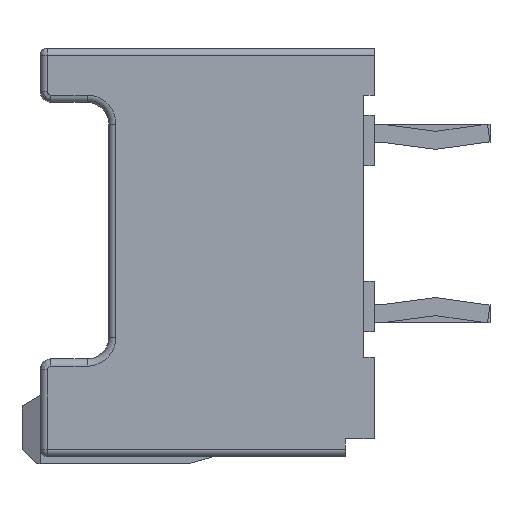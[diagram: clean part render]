
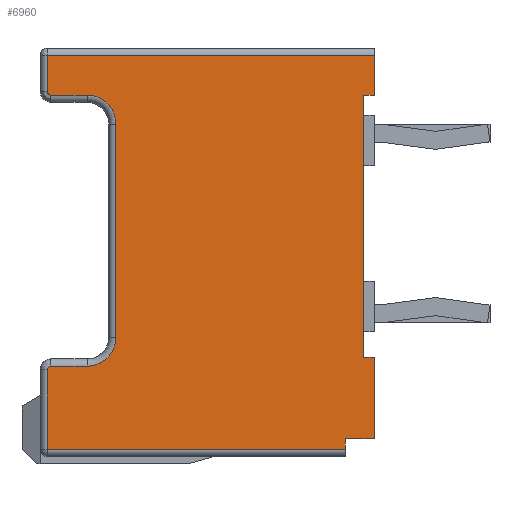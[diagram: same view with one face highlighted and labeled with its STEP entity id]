
A CAD part, left-side view. The second image highlights one B-rep face of the part: STEP entity #6960.
In plain terms, the highlighted planar face has unit normal (-1, 0, 0).
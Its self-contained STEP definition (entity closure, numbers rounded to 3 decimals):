
#1=DIRECTION('',(0.,0.,-1.));
#2=VECTOR('',#1,1.1);
#3=CARTESIAN_POINT('',(-9.7,0.,-0.2));
#4=LINE('',#3,#2);
#5=DIRECTION('',(0.,1.,0.));
#6=VECTOR('',#5,0.3);
#7=CARTESIAN_POINT('',(-9.7,0.,-1.3));
#8=LINE('',#7,#6);
#9=DIRECTION('',(0.,0.,1.));
#10=VECTOR('',#9,7.25);
#11=CARTESIAN_POINT('',(-9.7,0.3,-8.55));
#12=LINE('',#11,#10);
#13=DIRECTION('',(0.,1.,0.));
#14=VECTOR('',#13,0.3);
#15=CARTESIAN_POINT('',(-9.7,0.,-8.55));
#16=LINE('',#15,#14);
#17=DIRECTION('',(0.,0.,-1.));
#18=VECTOR('',#17,2.25);
#19=CARTESIAN_POINT('',(-9.7,0.,-8.55));
#20=LINE('',#19,#18);
#21=DIRECTION('',(0.,1.,0.));
#22=VECTOR('',#21,0.8);
#23=CARTESIAN_POINT('',(-9.7,0.,-10.8));
#24=LINE('',#23,#22);
#25=DIRECTION('',(0.,0.,-1.));
#26=VECTOR('',#25,0.3);
#27=CARTESIAN_POINT('',(-9.7,0.8,-10.8));
#28=LINE('',#27,#26);
#29=DIRECTION('',(0.,0.,-1.));
#30=VECTOR('',#29,1.);
#31=CARTESIAN_POINT('',(-9.7,9.05,-0.2));
#32=LINE('',#31,#30);
#42=CARTESIAN_POINT('',(-9.7,8.95,-1.2));
#43=DIRECTION('',(-1.,0.,0.));
#44=DIRECTION('',(0.,1.,0.));
#45=AXIS2_PLACEMENT_3D('',#42,#43,#44);
#57=DIRECTION('',(0.,-1.,0.));
#58=VECTOR('',#57,1.);
#59=CARTESIAN_POINT('',(-9.7,8.95,-1.3));
#60=LINE('',#59,#58);
#70=CARTESIAN_POINT('',(-9.7,7.95,-2.1));
#71=DIRECTION('',(1.,0.,0.));
#72=DIRECTION('',(0.,0.,1.));
#73=AXIS2_PLACEMENT_3D('',#70,#71,#72);
#85=DIRECTION('',(0.,0.,-1.));
#86=VECTOR('',#85,5.9);
#87=CARTESIAN_POINT('',(-9.7,7.15,-2.1));
#88=LINE('',#87,#86);
#98=CARTESIAN_POINT('',(-9.7,7.95,-8.));
#99=DIRECTION('',(1.,0.,0.));
#100=DIRECTION('',(0.,-1.,0.));
#101=AXIS2_PLACEMENT_3D('',#98,#99,#100);
#113=DIRECTION('',(0.,1.,0.));
#114=VECTOR('',#113,1.);
#115=CARTESIAN_POINT('',(-9.7,7.95,-8.8));
#116=LINE('',#115,#114);
#126=CARTESIAN_POINT('',(-9.7,8.95,-8.9));
#127=DIRECTION('',(-1.,0.,0.));
#128=DIRECTION('',(0.,0.,1.));
#129=AXIS2_PLACEMENT_3D('',#126,#127,#128);
#141=DIRECTION('',(0.,0.,-1.));
#142=VECTOR('',#141,2.2);
#143=CARTESIAN_POINT('',(-9.7,9.05,-8.9));
#144=LINE('',#143,#142);
#159=DIRECTION('',(0.,-1.,0.));
#160=VECTOR('',#159,8.25);
#161=CARTESIAN_POINT('',(-9.7,9.05,-11.1));
#162=LINE('',#161,#160);
#2887=DIRECTION('',(0.,1.,0.));
#2888=VECTOR('',#2887,9.05);
#2889=CARTESIAN_POINT('',(-9.7,0.,-0.2));
#2890=LINE('',#2889,#2888);
#5685=CARTESIAN_POINT('',(-9.7,0.,-8.55));
#5686=CARTESIAN_POINT('',(-9.7,0.3,-8.55));
#5687=VERTEX_POINT('',#5685);
#5688=VERTEX_POINT('',#5686);
#5689=CARTESIAN_POINT('',(-9.7,0.3,-1.3));
#5690=VERTEX_POINT('',#5689);
#5691=CARTESIAN_POINT('',(-9.7,0.,-1.3));
#5692=VERTEX_POINT('',#5691);
#5697=CARTESIAN_POINT('',(-9.7,0.,-10.8));
#5698=VERTEX_POINT('',#5697);
#6717=CARTESIAN_POINT('',(-9.7,9.05,-0.2));
#6718=CARTESIAN_POINT('',(-9.7,9.05,-1.2));
#6719=VERTEX_POINT('',#6717);
#6720=VERTEX_POINT('',#6718);
#6723=CARTESIAN_POINT('',(-9.7,8.95,-1.3));
#6724=VERTEX_POINT('',#6723);
#6727=CARTESIAN_POINT('',(-9.7,7.95,-1.3));
#6728=VERTEX_POINT('',#6727);
#6731=CARTESIAN_POINT('',(-9.7,7.15,-2.1));
#6732=VERTEX_POINT('',#6731);
#6735=CARTESIAN_POINT('',(-9.7,7.15,-8.));
#6736=VERTEX_POINT('',#6735);
#6739=CARTESIAN_POINT('',(-9.7,7.95,-8.8));
#6740=VERTEX_POINT('',#6739);
#6743=CARTESIAN_POINT('',(-9.7,8.95,-8.8));
#6744=VERTEX_POINT('',#6743);
#6747=CARTESIAN_POINT('',(-9.7,9.05,-8.9));
#6748=VERTEX_POINT('',#6747);
#6751=CARTESIAN_POINT('',(-9.7,9.05,-11.1));
#6752=VERTEX_POINT('',#6751);
#6761=CARTESIAN_POINT('',(-9.7,0.8,-11.1));
#6762=VERTEX_POINT('',#6761);
#6765=CARTESIAN_POINT('',(-9.7,0.,-0.2));
#6766=VERTEX_POINT('',#6765);
#6877=CARTESIAN_POINT('',(-9.7,0.8,-10.8));
#6878=VERTEX_POINT('',#6877);
#6917=CARTESIAN_POINT('',(-9.7,0.,0.));
#6918=DIRECTION('',(1.,0.,0.));
#6919=DIRECTION('',(0.,0.,-1.));
#6920=AXIS2_PLACEMENT_3D('',#6917,#6918,#6919);
#6921=PLANE('',#6920);
#6923=ORIENTED_EDGE('',*,*,#6922,.F.);
#6925=ORIENTED_EDGE('',*,*,#6924,.F.);
#6927=ORIENTED_EDGE('',*,*,#6926,.T.);
#6929=ORIENTED_EDGE('',*,*,#6928,.T.);
#6931=ORIENTED_EDGE('',*,*,#6930,.F.);
#6933=ORIENTED_EDGE('',*,*,#6932,.F.);
#6935=ORIENTED_EDGE('',*,*,#6934,.T.);
#6937=ORIENTED_EDGE('',*,*,#6936,.T.);
#6939=ORIENTED_EDGE('',*,*,#6938,.T.);
#6941=ORIENTED_EDGE('',*,*,#6940,.F.);
#6943=ORIENTED_EDGE('',*,*,#6942,.F.);
#6945=ORIENTED_EDGE('',*,*,#6944,.F.);
#6947=ORIENTED_EDGE('',*,*,#6946,.F.);
#6949=ORIENTED_EDGE('',*,*,#6948,.F.);
#6951=ORIENTED_EDGE('',*,*,#6950,.F.);
#6953=ORIENTED_EDGE('',*,*,#6952,.F.);
#6955=ORIENTED_EDGE('',*,*,#6954,.F.);
#6957=ORIENTED_EDGE('',*,*,#6956,.F.);
#6958=EDGE_LOOP('',(#6923,#6925,#6927,#6929,#6931,#6933,#6935,#6937,#6939,#6941,
#6943,#6945,#6947,#6949,#6951,#6953,#6955,#6957));
#6959=FACE_OUTER_BOUND('',#6958,.F.);
#6960=ADVANCED_FACE('',(#6959),#6921,.F.);
#46=CIRCLE('',#45,0.1);
#74=CIRCLE('',#73,0.8);
#102=CIRCLE('',#101,0.8);
#130=CIRCLE('',#129,0.1);
#6922=EDGE_CURVE('',#6719,#6720,#32,.T.);
#6924=EDGE_CURVE('',#6766,#6719,#2890,.T.);
#6926=EDGE_CURVE('',#6766,#5692,#4,.T.);
#6928=EDGE_CURVE('',#5692,#5690,#8,.T.);
#6930=EDGE_CURVE('',#5688,#5690,#12,.T.);
#6932=EDGE_CURVE('',#5687,#5688,#16,.T.);
#6934=EDGE_CURVE('',#5687,#5698,#20,.T.);
#6936=EDGE_CURVE('',#5698,#6878,#24,.T.);
#6938=EDGE_CURVE('',#6878,#6762,#28,.T.);
#6940=EDGE_CURVE('',#6752,#6762,#162,.T.);
#6942=EDGE_CURVE('',#6748,#6752,#144,.T.);
#6944=EDGE_CURVE('',#6744,#6748,#130,.T.);
#6946=EDGE_CURVE('',#6740,#6744,#116,.T.);
#6948=EDGE_CURVE('',#6736,#6740,#102,.T.);
#6950=EDGE_CURVE('',#6732,#6736,#88,.T.);
#6952=EDGE_CURVE('',#6728,#6732,#74,.T.);
#6954=EDGE_CURVE('',#6724,#6728,#60,.T.);
#6956=EDGE_CURVE('',#6720,#6724,#46,.T.);
